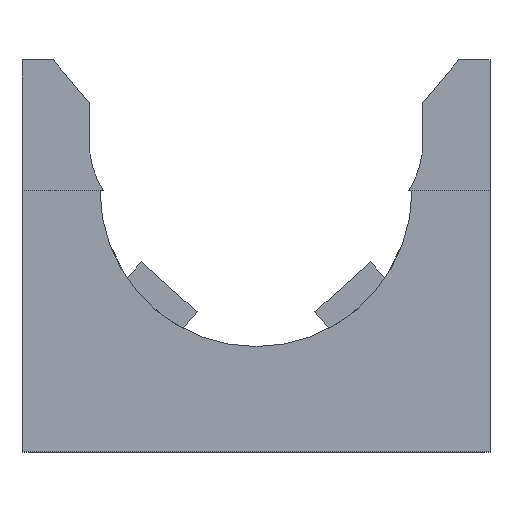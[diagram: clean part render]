
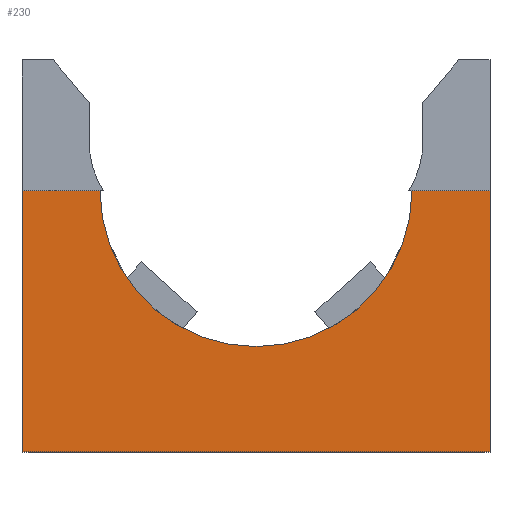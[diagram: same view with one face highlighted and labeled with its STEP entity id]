
A CAD part, top view. The second image highlights one B-rep face of the part: STEP entity #230.
In plain terms, the highlighted planar face has unit normal (0, 0, 1).
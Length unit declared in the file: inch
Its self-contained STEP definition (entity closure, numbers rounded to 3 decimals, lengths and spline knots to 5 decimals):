
#39 = VERTEX_POINT ( 'NONE', #571 ) ;
#41 = VERTEX_POINT ( 'NONE', #566 ) ;
#43 = EDGE_CURVE ( 'NONE', #44, #41, #565, .T. ) ;
#44 = VERTEX_POINT ( 'NONE', #561 ) ;
#148 = EDGE_CURVE ( 'NONE', #215, #149, #896, .T. ) ;
#149 = VERTEX_POINT ( 'NONE', #891 ) ;
#189 = VERTEX_POINT ( 'NONE', #800 ) ;
#194 = EDGE_CURVE ( 'NONE', #41, #39, #794, .T. ) ;
#214 = EDGE_CURVE ( 'NONE', #39, #189, #1039, .T. ) ;
#215 = VERTEX_POINT ( 'NONE', #1035 ) ;
#229 = EDGE_CURVE ( 'NONE', #149, #189, #1006, .T. ) ;
#230 = ADVANCED_FACE ( 'NONE', ( #1002 ), #1001, .T. ) ;
#231 = EDGE_LOOP ( 'NONE', ( #232, #260, #261, #262, #263, #269 ) ) ;
#232 = ORIENTED_EDGE ( 'NONE', *, *, #278, .F. ) ;
#260 = ORIENTED_EDGE ( 'NONE', *, *, #43, .T. ) ;
#261 = ORIENTED_EDGE ( 'NONE', *, *, #194, .T. ) ;
#262 = ORIENTED_EDGE ( 'NONE', *, *, #214, .T. ) ;
#263 = ORIENTED_EDGE ( 'NONE', *, *, #229, .F. ) ;
#269 = ORIENTED_EDGE ( 'NONE', *, *, #148, .F. ) ;
#278 = EDGE_CURVE ( 'NONE', #44, #215, #1205, .T. ) ;
#561 = CARTESIAN_POINT ( 'NONE',  ( -1.2, 0.335, 0.71 ) ) ;
#562 = DIRECTION ( 'NONE',  ( 0., -1., 0. ) ) ;
#563 = VECTOR ( 'NONE', #562, 39.37008 ) ;
#564 = CARTESIAN_POINT ( 'NONE',  ( -1.2, 1.005, 0.71 ) ) ;
#565 = LINE ( 'NONE', #564, #563 ) ;
#566 = CARTESIAN_POINT ( 'NONE',  ( -1.2, -1.005, 0.71 ) ) ;
#571 = CARTESIAN_POINT ( 'NONE',  ( 1.2, -1.005, 0.71 ) ) ;
#791 = DIRECTION ( 'NONE',  ( 1., 0., 0. ) ) ;
#792 = VECTOR ( 'NONE', #791, 39.37008 ) ;
#793 = CARTESIAN_POINT ( 'NONE',  ( -1.2, -1.005, 0.71 ) ) ;
#794 = LINE ( 'NONE', #793, #792 ) ;
#800 = CARTESIAN_POINT ( 'NONE',  ( 1.2, 0.335, 0.71 ) ) ;
#891 = CARTESIAN_POINT ( 'NONE',  ( 0.8, 0.335, 0.71 ) ) ;
#892 = DIRECTION ( 'NONE',  ( 1., 0., 0. ) ) ;
#893 = DIRECTION ( 'NONE',  ( 0., 0., 1. ) ) ;
#894 = CARTESIAN_POINT ( 'NONE',  ( 0., 0.335, 0.71 ) ) ;
#895 = AXIS2_PLACEMENT_3D ( 'NONE', #894, #893, #892 ) ;
#896 = CIRCLE ( 'NONE', #895, 0.8 ) ;
#997 = DIRECTION ( 'NONE',  ( 1., 0., 0. ) ) ;
#998 = DIRECTION ( 'NONE',  ( 0., 0., 1. ) ) ;
#999 = CARTESIAN_POINT ( 'NONE',  ( -1.2, -1.005, 0.71 ) ) ;
#1000 = AXIS2_PLACEMENT_3D ( 'NONE', #999, #998, #997 ) ;
#1001 = PLANE ( 'NONE',  #1000 ) ;
#1002 = FACE_OUTER_BOUND ( 'NONE', #231, .T. ) ;
#1003 = DIRECTION ( 'NONE',  ( 1., 0., 0. ) ) ;
#1004 = VECTOR ( 'NONE', #1003, 39.37008 ) ;
#1005 = CARTESIAN_POINT ( 'NONE',  ( -1.2, 0.335, 0.71 ) ) ;
#1006 = LINE ( 'NONE', #1005, #1004 ) ;
#1035 = CARTESIAN_POINT ( 'NONE',  ( -0.8, 0.335, 0.71 ) ) ;
#1036 = DIRECTION ( 'NONE',  ( 0., 1., 0. ) ) ;
#1037 = VECTOR ( 'NONE', #1036, 39.37008 ) ;
#1038 = CARTESIAN_POINT ( 'NONE',  ( 1.2, 1.005, 0.71 ) ) ;
#1039 = LINE ( 'NONE', #1038, #1037 ) ;
#1202 = DIRECTION ( 'NONE',  ( 1., 0., 0. ) ) ;
#1203 = VECTOR ( 'NONE', #1202, 39.37008 ) ;
#1204 = CARTESIAN_POINT ( 'NONE',  ( -1.2, 0.335, 0.71 ) ) ;
#1205 = LINE ( 'NONE', #1204, #1203 ) ;
